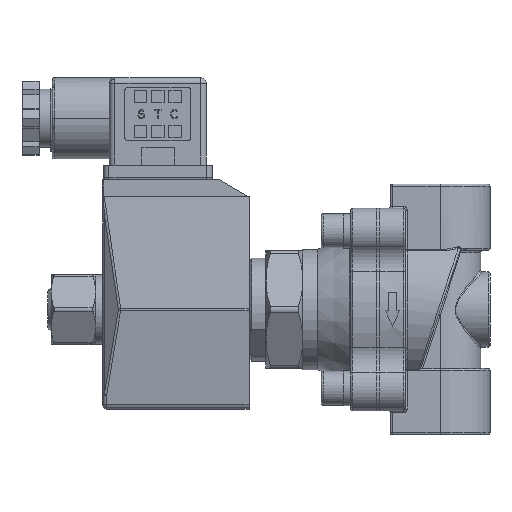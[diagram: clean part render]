
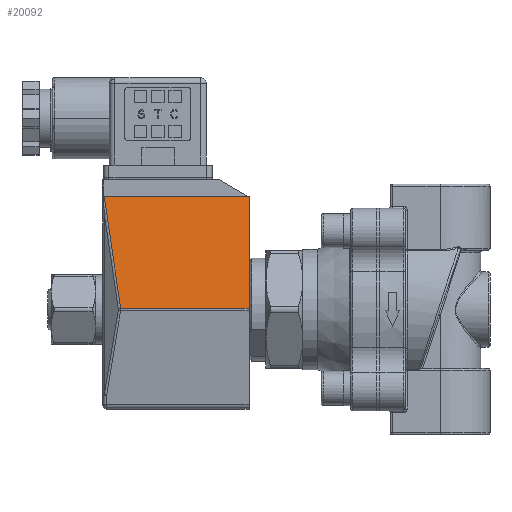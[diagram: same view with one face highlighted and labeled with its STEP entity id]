
A CAD part, left-side view. The second image highlights one B-rep face of the part: STEP entity #20092.
In plain terms, the highlighted planar face has unit normal (-0.992, 0, 0.123).
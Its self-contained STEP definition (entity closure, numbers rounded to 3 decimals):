
#5401 = EDGE_CURVE ( 'NONE', #20474, #114824, #121222, .T. ) ;
#7604 = DIRECTION ( 'NONE',  ( 0., -1., 0. ) ) ;
#10830 = DIRECTION ( 'NONE',  ( -0.121, -0.145, -0.982 ) ) ;
#18827 = EDGE_LOOP ( 'NONE', ( #109554, #100068, #31938, #85957 ) ) ;
#19764 = DIRECTION ( 'NONE',  ( -0.992, 0., 0.123 ) ) ;
#20092 = ADVANCED_FACE ( 'NONE', ( #117994 ), #38613, .T. ) ;
#20474 = VERTEX_POINT ( 'NONE', #94288 ) ;
#20724 = EDGE_CURVE ( 'NONE', #42680, #20474, #66908, .T. ) ;
#27783 = VECTOR ( 'NONE', #7604, 1000. ) ;
#29455 = DIRECTION ( 'NONE',  ( 0., 1., 0. ) ) ;
#29764 = EDGE_CURVE ( 'NONE', #42680, #82062, #59873, .T. ) ;
#31938 = ORIENTED_EDGE ( 'NONE', *, *, #29764, .F. ) ;
#38613 = PLANE ( 'NONE',  #55303 ) ;
#42680 = VERTEX_POINT ( 'NONE', #116926 ) ;
#45681 = CARTESIAN_POINT ( 'NONE',  ( -22.943, 105.056, 0.392 ) ) ;
#49623 = CARTESIAN_POINT ( 'NONE',  ( -22.943, 100.24, 0.392 ) ) ;
#50219 = CARTESIAN_POINT ( 'NONE',  ( -19.212, 65.4, 30.581 ) ) ;
#53173 = LINE ( 'NONE', #45681, #27783 ) ;
#55303 = AXIS2_PLACEMENT_3D ( 'NONE', #77088, #19764, #86662 ) ;
#57397 = CARTESIAN_POINT ( 'NONE',  ( -22.943, 65.4, 0.392 ) ) ;
#59873 = LINE ( 'NONE', #50219, #85376 ) ;
#66908 = LINE ( 'NONE', #96325, #92337 ) ;
#70309 = VECTOR ( 'NONE', #10830, 1000. ) ;
#77088 = CARTESIAN_POINT ( 'NONE',  ( -22.992, 105.056, 0. ) ) ;
#82062 = VERTEX_POINT ( 'NONE', #57397 ) ;
#85376 = VECTOR ( 'NONE', #107556, 1000. ) ;
#85957 = ORIENTED_EDGE ( 'NONE', *, *, #20724, .T. ) ;
#86662 = DIRECTION ( 'NONE',  ( -0.123, 0., -0.992 ) ) ;
#92337 = VECTOR ( 'NONE', #29455, 1000. ) ;
#94288 = CARTESIAN_POINT ( 'NONE',  ( -19.212, 104.683, 30.581 ) ) ;
#96325 = CARTESIAN_POINT ( 'NONE',  ( -19.212, 105.056, 30.581 ) ) ;
#100068 = ORIENTED_EDGE ( 'NONE', *, *, #109224, .T. ) ;
#107556 = DIRECTION ( 'NONE',  ( -0.123, 0., -0.992 ) ) ;
#109224 = EDGE_CURVE ( 'NONE', #114824, #82062, #53173, .T. ) ;
#109554 = ORIENTED_EDGE ( 'NONE', *, *, #5401, .T. ) ;
#114824 = VERTEX_POINT ( 'NONE', #49623 ) ;
#115446 = CARTESIAN_POINT ( 'NONE',  ( -19.212, 104.683, 30.581 ) ) ;
#116926 = CARTESIAN_POINT ( 'NONE',  ( -19.212, 65.4, 30.581 ) ) ;
#117994 = FACE_OUTER_BOUND ( 'NONE', #18827, .T. ) ;
#121222 = LINE ( 'NONE', #115446, #70309 ) ;
